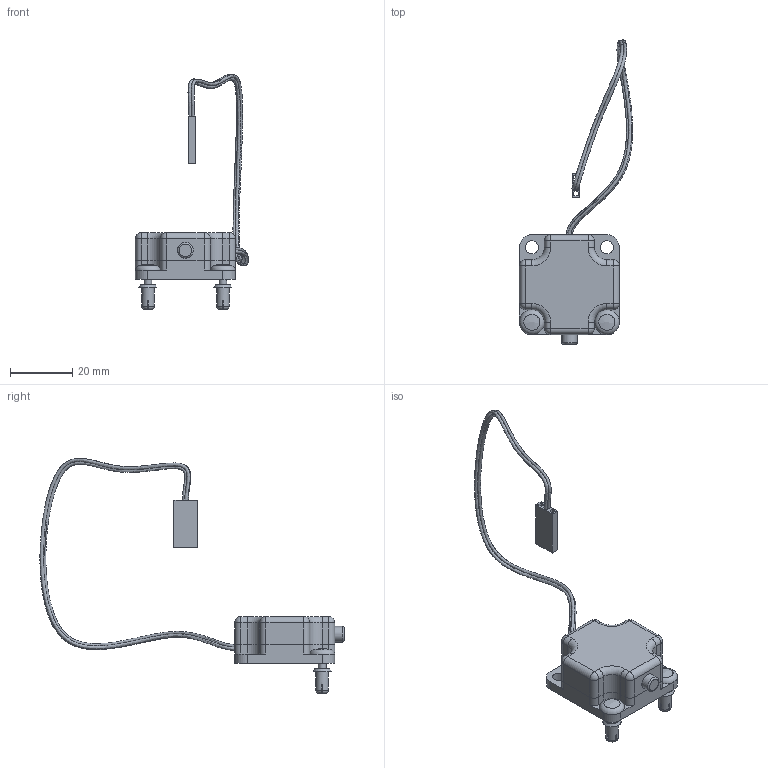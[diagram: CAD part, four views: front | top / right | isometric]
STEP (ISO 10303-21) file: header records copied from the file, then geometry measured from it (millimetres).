
FILE_DESCRIPTION( ( '' ), ' ' );
FILE_NAME( '5e2f03a3217f9614a9e39c04.step', '2020-01-27T15:37:07', ( '' ), ( '' ), ' ', ' ', ' ' );
FILE_SCHEMA( ( 'AUTOMOTIVE_DESIGN { 1 0 10303 214 1 1 1 1 }' ) );
Length unit declared in the file: metre
Products named in the file (10): 45-2007 Touch Sensor <1>; Part 1; 45-0117; 45-0100; Assem1; Molex 3-Wire; BB Touch Yellow Wire; 11-6002 Quick Connect - Medium; BB Touch Red Wire; BB Touch Black Wire
Assembly tree (10 placements, depth 3):
  Assem1
    Molex 3-Wire
    BB Touch Yellow Wire
    11-6002 Quick Connect - Medium  x2
    BB Touch Red Wire
    BB Touch Black Wire
    45-2007 Touch Sensor <1>
      Part 1
      45-0117
      45-0100
Bounding box: 36.25 x 97.34 x 75.22 mm (x, y, z)
Volume: 6191 mm3; surface area: 10303.6 mm2
Topology: 9 solids, 9 shells, 425 faces, 1107 edges, 714 vertices
Faces by surface type: plane 188, cylinder 158, sphere 36, torus 34, cone 6, bspline 3
Full cylindrical faces by diameter (mm): 1.85 x2, 2.25 x2, 2.45 x4, 2.55 x4, 4 x2, 4.2 x4, 5 x3, 5.1 x1
Entity records: 16782 total; most frequent: CARTESIAN_POINT 4254, DIRECTION 1958, ORIENTED_EDGE 1904, EDGE_CURVE 952, AXIS2_PLACEMENT_3D 726, VERTEX_POINT 623, LINE 506, VECTOR 506
